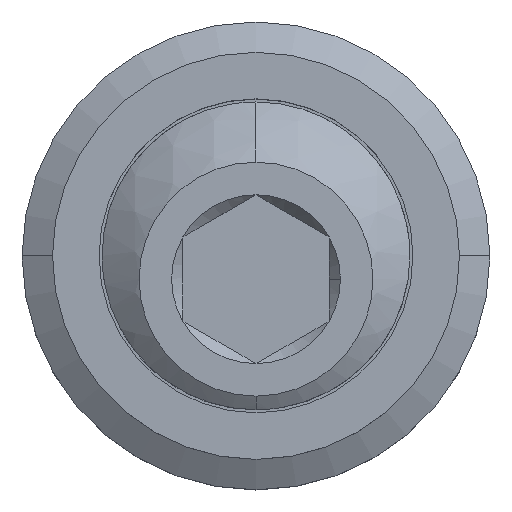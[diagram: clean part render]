
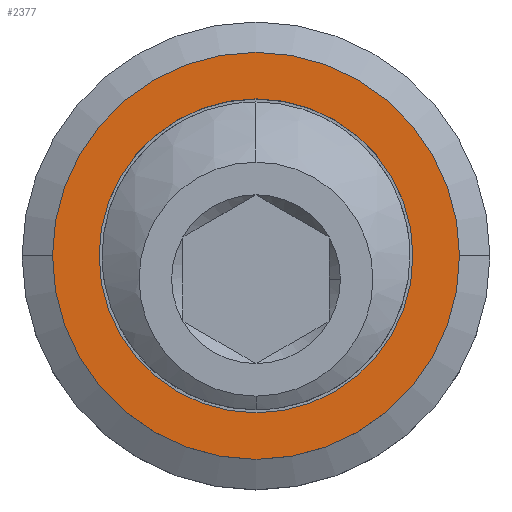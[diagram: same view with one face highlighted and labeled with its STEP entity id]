
A CAD part, top view. The second image highlights one B-rep face of the part: STEP entity #2377.
In plain terms, the highlighted planar face has unit normal (0, 0, 1).
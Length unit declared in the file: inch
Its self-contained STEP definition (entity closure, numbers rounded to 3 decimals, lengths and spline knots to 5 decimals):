
#84 = AXIS2_PLACEMENT_3D ( 'NONE', #4095, #5092, #2504 ) ;
#118 = DIRECTION ( 'NONE',  ( 1., 0., 0. ) ) ;
#272 = AXIS2_PLACEMENT_3D ( 'NONE', #4279, #1447, #4683 ) ;
#419 = EDGE_LOOP ( 'NONE', ( #3249, #1321 ) ) ;
#421 = DIRECTION ( 'NONE',  ( 0., 0., 1. ) ) ;
#506 = DIRECTION ( 'NONE',  ( 0., 0., 1. ) ) ;
#573 = DIRECTION ( 'NONE',  ( 0., 0., 1. ) ) ;
#577 = ORIENTED_EDGE ( 'NONE', *, *, #2912, .F. ) ;
#617 = CARTESIAN_POINT ( 'NONE',  ( -0.435, 0., 0. ) ) ;
#732 = CARTESIAN_POINT ( 'NONE',  ( 0.3355, 0., 0. ) ) ;
#1008 = CARTESIAN_POINT ( 'NONE',  ( 0.3355, 0., 0. ) ) ;
#1150 = CARTESIAN_POINT ( 'NONE',  ( -0.3355, 0., 0. ) ) ;
#1293 = VERTEX_POINT ( 'NONE', #1008 ) ;
#1321 = ORIENTED_EDGE ( 'NONE', *, *, #4063, .T. ) ;
#1447 = DIRECTION ( 'NONE',  ( 0., 0., 1. ) ) ;
#1555 = VERTEX_POINT ( 'NONE', #617 ) ;
#1610 = ORIENTED_EDGE ( 'NONE', *, *, #2807, .F. ) ;
#1668 = FACE_OUTER_BOUND ( 'NONE', #419, .T. ) ;
#1676 = CIRCLE ( 'NONE', #272, 0.435 ) ;
#1848 = CARTESIAN_POINT ( 'NONE',  ( 0.435, 0., 0. ) ) ;
#2377 = ADVANCED_FACE ( 'NONE', ( #1668, #2867 ), #5038, .T. ) ;
#2438 = CARTESIAN_POINT ( 'NONE',  ( 0., 0., 0. ) ) ;
#2504 = DIRECTION ( 'NONE',  ( 1., 0., 0. ) ) ;
#2528 = CARTESIAN_POINT ( 'NONE',  ( 0., 0., 0. ) ) ;
#2807 = EDGE_CURVE ( 'NONE', #4751, #1293, #5093, .T. ) ;
#2845 = DIRECTION ( 'NONE',  ( 1., 0., 0. ) ) ;
#2867 = FACE_BOUND ( 'NONE', #4425, .T. ) ;
#2912 = EDGE_CURVE ( 'NONE', #1293, #4751, #3722, .T. ) ;
#2933 = DIRECTION ( 'NONE',  ( 1., 0., 0. ) ) ;
#3194 = EDGE_CURVE ( 'NONE', #3204, #1555, #1676, .T. ) ;
#3204 = VERTEX_POINT ( 'NONE', #1848 ) ;
#3249 = ORIENTED_EDGE ( 'NONE', *, *, #3194, .T. ) ;
#3396 = CIRCLE ( 'NONE', #84, 0.435 ) ;
#3722 = CIRCLE ( 'NONE', #4756, 0.3355 ) ;
#4063 = EDGE_CURVE ( 'NONE', #1555, #3204, #3396, .T. ) ;
#4095 = CARTESIAN_POINT ( 'NONE',  ( 0., 0., 0. ) ) ;
#4279 = CARTESIAN_POINT ( 'NONE',  ( 0., 0., 0. ) ) ;
#4425 = EDGE_LOOP ( 'NONE', ( #577, #1610 ) ) ;
#4683 = DIRECTION ( 'NONE',  ( 1., 0., 0. ) ) ;
#4751 = VERTEX_POINT ( 'NONE', #1150 ) ;
#4756 = AXIS2_PLACEMENT_3D ( 'NONE', #2528, #506, #2933 ) ;
#4866 = AXIS2_PLACEMENT_3D ( 'NONE', #2438, #421, #2845 ) ;
#5038 = PLANE ( 'NONE',  #5212 ) ;
#5092 = DIRECTION ( 'NONE',  ( 0., 0., 1. ) ) ;
#5093 = CIRCLE ( 'NONE', #4866, 0.3355 ) ;
#5212 = AXIS2_PLACEMENT_3D ( 'NONE', #732, #573, #118 ) ;
